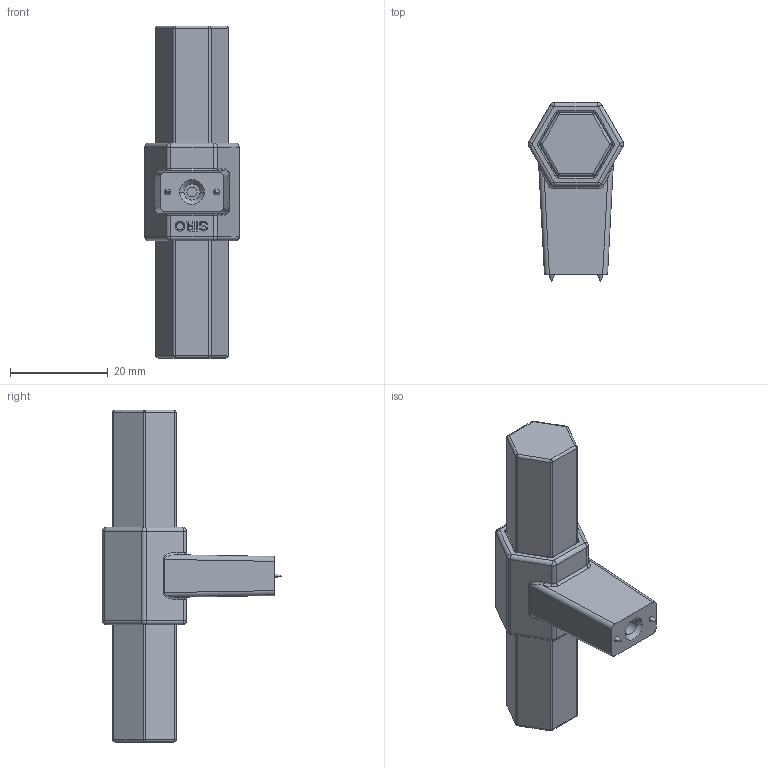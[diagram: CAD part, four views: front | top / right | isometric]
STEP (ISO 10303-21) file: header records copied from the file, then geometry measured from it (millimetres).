
FILE_DESCRIPTION(('Creo Elements/Direct Modeling STEP Export'),'2;1');
FILE_NAME('S677-68.stp','2023-03-23T 7:39:18',(''),(''),'Creo Elements/Direct Modeling STEP processor for AP214 (Solid Model)','Creo Elements/Direct Modeling 20.0 12-Nov-2016 (C) Parametric Technology GmbH','');
FILE_SCHEMA(('AUTOMOTIVE_DESIGN { 1 0 10303 214 1 1 1 1 }'));
Length unit declared in the file: millimetre
Products named in the file (5): Seitenteil; D914M4X8S1.1; ZN-11746; HO-11748_1; DIV-11745
Assembly tree (4 placements, depth 3):
  DIV-11745
    HO-11748_1
    ZN-11746
      D914M4X8S1.1
      Seitenteil
Bounding box: 19.55 x 36.7 x 68 mm (x, y, z)
Volume: 14085.5 mm3; surface area: 6666 mm2
Topology: 3 solids, 3 shells, 350 faces, 922 edges, 568 vertices
Faces by surface type: plane 225, cylinder 72, torus 24, sphere 13, cone 8, bspline 8
Entity records: 12436 total; most frequent: CARTESIAN_POINT 3807, ORIENTED_EDGE 1806, DIRECTION 1695, EDGE_CURVE 903, VECTOR 719, LINE 719, VERTEX_POINT 568, AXIS2_PLACEMENT_3D 488
